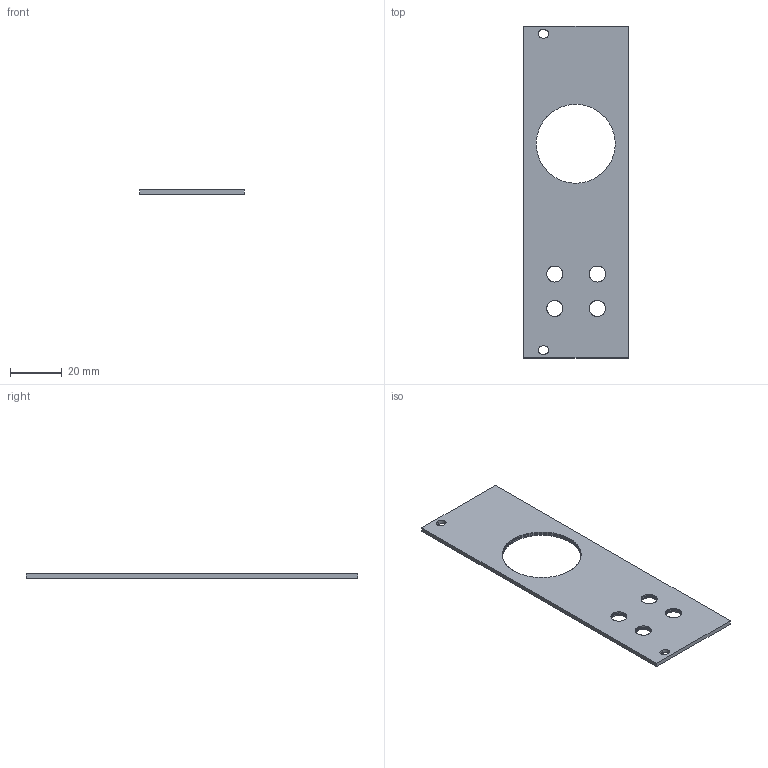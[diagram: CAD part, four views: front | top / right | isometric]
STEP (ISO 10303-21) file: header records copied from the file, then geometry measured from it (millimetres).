
FILE_DESCRIPTION(('KiCad electronic assembly'),'2;1');
FILE_NAME('panel.step','2020-04-09T22:12:38',('An Author'),('A Company') ,'Open CASCADE STEP processor 6.9','KiCad to STEP converter','Unknown' );
FILE_SCHEMA(('AUTOMOTIVE_DESIGN { 1 0 10303 214 1 1 1 1 }'));
Length unit declared in the file: millimetre
Products named in the file (2): Open CASCADE STEP translator 6.9 1; COMPOUND
Assembly tree (1 placements, depth 2):
  Open CASCADE STEP translator 6.9 1
    COMPOUND
Bounding box: 40.3 x 128.5 x 1.6 mm (x, y, z)
Volume: 6890.6 mm3; surface area: 9468.7 mm2
Topology: 1 solids, 1 shells, 462 faces, 1380 edges, 920 vertices
Faces by surface type: plane 458, cylinder 4
Entity records: 33251 total; most frequent: CARTESIAN_POINT 5572, DIRECTION 5068, LINE 4124, VECTOR 4124, ORIENTED_EDGE 2760, PCURVE 2760, DEFINITIONAL_REPRESENTATION 2760, EDGE_CURVE 1380
